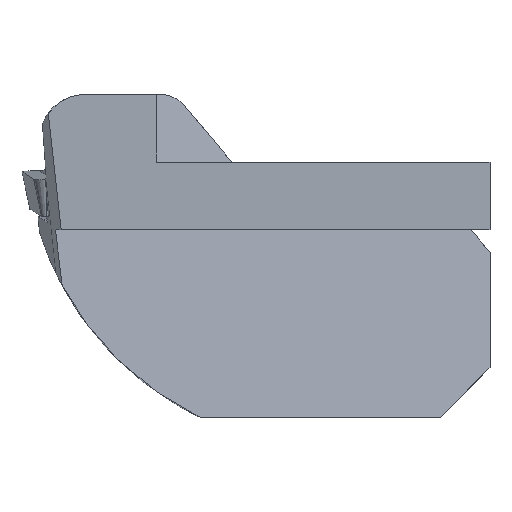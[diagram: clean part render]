
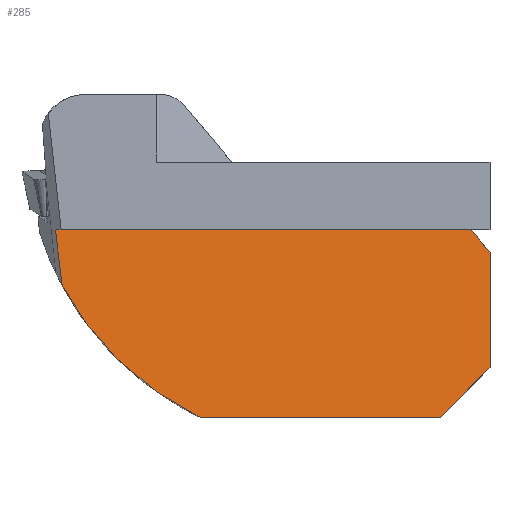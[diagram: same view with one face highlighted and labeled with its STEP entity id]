
A CAD part, top view. The second image highlights one B-rep face of the part: STEP entity #285.
In plain terms, the highlighted planar face has unit normal (0, 0.139, 0.99).
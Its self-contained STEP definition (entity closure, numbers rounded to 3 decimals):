
#239=B_SPLINE_CURVE_WITH_KNOTS('',3,(#2528,#2529,#2530,#2531),
 .UNSPECIFIED.,.F.,.F.,(4,4),(0.,1.),.UNSPECIFIED.);
#285=ADVANCED_FACE('',(#444),#380,.T.);
#380=PLANE('',#1872);
#444=FACE_OUTER_BOUND('',#520,.T.);
#520=EDGE_LOOP('',(#725,#726,#727,#728,#729,#730,#731));
#725=ORIENTED_EDGE('',*,*,#1329,.F.);
#726=ORIENTED_EDGE('',*,*,#1266,.F.);
#727=ORIENTED_EDGE('',*,*,#1275,.F.);
#728=ORIENTED_EDGE('',*,*,#1322,.T.);
#729=ORIENTED_EDGE('',*,*,#1330,.F.);
#730=ORIENTED_EDGE('',*,*,#1331,.F.);
#731=ORIENTED_EDGE('',*,*,#1332,.T.);
#1105=VERTEX_POINT('',#2505);
#1106=VERTEX_POINT('',#2507);
#1113=VERTEX_POINT('',#2526);
#1151=VERTEX_POINT('',#2641);
#1157=VERTEX_POINT('',#2687);
#1158=VERTEX_POINT('',#2689);
#1159=VERTEX_POINT('',#2691);
#1266=EDGE_CURVE('',#1105,#1106,#1493,.T.);
#1275=EDGE_CURVE('',#1113,#1105,#239,.T.);
#1322=EDGE_CURVE('',#1113,#1151,#1526,.T.);
#1329=EDGE_CURVE('',#1106,#1157,#1529,.T.);
#1330=EDGE_CURVE('',#1158,#1151,#1530,.T.);
#1331=EDGE_CURVE('',#1159,#1158,#1531,.T.);
#1332=EDGE_CURVE('',#1159,#1157,#1532,.T.);
#1493=LINE('',#2506,#1641);
#1526=LINE('',#2640,#1675);
#1529=LINE('',#2686,#1678);
#1530=LINE('',#2688,#1679);
#1531=LINE('',#2690,#1680);
#1532=LINE('',#2692,#1681);
#1641=VECTOR('',#2021,1.);
#1675=VECTOR('',#2103,1.);
#1678=VECTOR('',#2108,1.);
#1679=VECTOR('',#2109,1.);
#1680=VECTOR('',#2110,1.);
#1681=VECTOR('',#2111,1.);
#1872=AXIS2_PLACEMENT_3D('',#2693,#2112,#2113);
#2021=DIRECTION('',(-0.118,0.983,-0.138));
#2103=DIRECTION('',(1.,0.,0.));
#2108=DIRECTION('',(1.,0.,0.));
#2109=DIRECTION('',(-0.704,-0.704,0.099));
#2110=DIRECTION('',(0.,-0.99,0.139));
#2111=DIRECTION('',(-0.639,0.762,-0.107));
#2112=DIRECTION('',(0.,0.139,0.99));
#2113=DIRECTION('',(0.,-0.99,0.139));
#2505=CARTESIAN_POINT('',(-19.314,-8.21,0.521));
#2506=CARTESIAN_POINT('',(-21.086,6.566,-1.555));
#2507=CARTESIAN_POINT('',(-19.759,-4.5,0.));
#2526=CARTESIAN_POINT('',(-10.122,-17.,1.757));
#2528=CARTESIAN_POINT('',(-10.122,-17.,1.757));
#2529=CARTESIAN_POINT('',(-14.032,-15.13,1.494));
#2530=CARTESIAN_POINT('',(-17.286,-11.999,1.054));
#2531=CARTESIAN_POINT('',(-19.314,-8.21,0.521));
#2640=CARTESIAN_POINT('',(-26.4,-17.,1.757));
#2641=CARTESIAN_POINT('',(5.9,-17.,1.757));
#2686=CARTESIAN_POINT('',(-26.4,-4.5,0.));
#2687=CARTESIAN_POINT('',(7.941,-4.5,0.));
#2688=CARTESIAN_POINT('',(-3.781,-26.681,3.117));
#2689=CARTESIAN_POINT('',(9.2,-13.7,1.293));
#2690=CARTESIAN_POINT('',(9.2,-4.5,0.));
#2691=CARTESIAN_POINT('',(9.2,-6.,0.211));
#2692=CARTESIAN_POINT('',(-6.085,12.216,-2.349));
#2693=CARTESIAN_POINT('',(-26.4,-4.5,0.));
